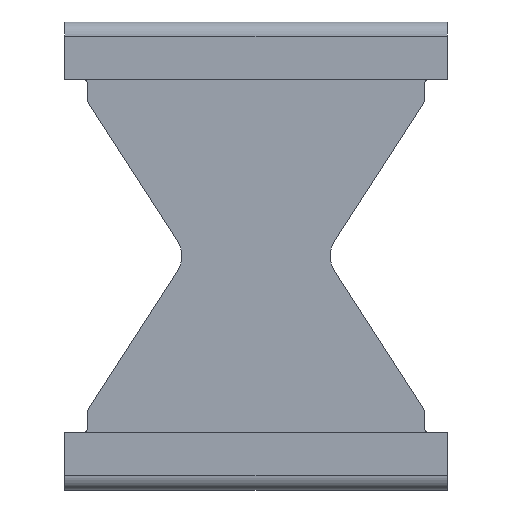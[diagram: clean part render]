
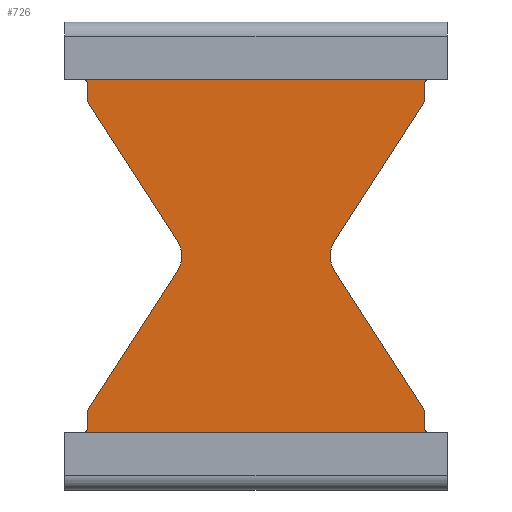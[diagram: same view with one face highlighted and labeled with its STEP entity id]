
A CAD part, top view. The second image highlights one B-rep face of the part: STEP entity #726.
In plain terms, the highlighted planar face has unit normal (0, 0, 1).
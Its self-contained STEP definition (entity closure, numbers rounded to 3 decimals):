
#36=CIRCLE('',#762,5.);
#37=CIRCLE('',#764,5.);
#40=CIRCLE('',#784,1.);
#48=CIRCLE('',#794,1.);
#49=CIRCLE('',#797,1.);
#50=CIRCLE('',#800,1.);
#51=CIRCLE('',#803,1.);
#52=CIRCLE('',#807,1.);
#53=CIRCLE('',#810,1.);
#54=CIRCLE('',#813,1.);
#92=FACE_OUTER_BOUND('',#130,.T.);
#130=EDGE_LOOP('',(#643,#644,#645,#646,#647,#648,#649,#650,#651,#652,#653,
#654,#655,#656,#657,#658,#659,#660,#661,#662));
#172=LINE('',#1131,#248);
#178=LINE('',#1150,#254);
#189=LINE('',#1190,#265);
#192=LINE('',#1198,#268);
#194=LINE('',#1204,#270);
#197=LINE('',#1211,#273);
#198=LINE('',#1214,#274);
#201=LINE('',#1221,#277);
#203=LINE('',#1228,#279);
#206=LINE('',#1235,#282);
#248=VECTOR('',#905,60.128);
#254=VECTOR('',#929,60.128);
#265=VECTOR('',#968,28.623);
#268=VECTOR('',#977,2.805);
#270=VECTOR('',#985,2.805);
#273=VECTOR('',#994,28.623);
#274=VECTOR('',#997,28.623);
#277=VECTOR('',#1006,2.805);
#279=VECTOR('',#1014,2.805);
#282=VECTOR('',#1023,28.623);
#313=VERTEX_POINT('',#1097);
#314=VERTEX_POINT('',#1099);
#315=VERTEX_POINT('',#1103);
#316=VERTEX_POINT('',#1104);
#320=VERTEX_POINT('',#1119);
#321=VERTEX_POINT('',#1124);
#324=VERTEX_POINT('',#1136);
#325=VERTEX_POINT('',#1141);
#328=VERTEX_POINT('',#1154);
#340=VERTEX_POINT('',#1185);
#341=VERTEX_POINT('',#1189);
#342=VERTEX_POINT('',#1193);
#343=VERTEX_POINT('',#1197);
#344=VERTEX_POINT('',#1203);
#345=VERTEX_POINT('',#1207);
#346=VERTEX_POINT('',#1213);
#347=VERTEX_POINT('',#1217);
#348=VERTEX_POINT('',#1223);
#349=VERTEX_POINT('',#1227);
#350=VERTEX_POINT('',#1231);
#385=EDGE_CURVE('',#313,#314,#36,.T.);
#387=EDGE_CURVE('',#315,#316,#37,.T.);
#402=EDGE_CURVE('',#320,#321,#172,.T.);
#410=EDGE_CURVE('',#324,#325,#178,.T.);
#413=EDGE_CURVE('',#328,#321,#40,.T.);
#429=EDGE_CURVE('',#324,#340,#48,.T.);
#431=EDGE_CURVE('',#316,#341,#189,.T.);
#433=EDGE_CURVE('',#341,#342,#49,.T.);
#435=EDGE_CURVE('',#342,#343,#192,.T.);
#437=EDGE_CURVE('',#343,#325,#50,.T.);
#438=EDGE_CURVE('',#340,#344,#194,.T.);
#440=EDGE_CURVE('',#344,#345,#51,.T.);
#442=EDGE_CURVE('',#345,#313,#197,.T.);
#443=EDGE_CURVE('',#314,#346,#198,.T.);
#445=EDGE_CURVE('',#346,#347,#52,.T.);
#447=EDGE_CURVE('',#347,#328,#201,.T.);
#448=EDGE_CURVE('',#320,#348,#53,.T.);
#450=EDGE_CURVE('',#348,#349,#203,.T.);
#452=EDGE_CURVE('',#349,#350,#54,.T.);
#454=EDGE_CURVE('',#350,#315,#206,.T.);
#643=ORIENTED_EDGE('',*,*,#402,.T.);
#644=ORIENTED_EDGE('',*,*,#413,.F.);
#645=ORIENTED_EDGE('',*,*,#447,.F.);
#646=ORIENTED_EDGE('',*,*,#445,.F.);
#647=ORIENTED_EDGE('',*,*,#443,.F.);
#648=ORIENTED_EDGE('',*,*,#385,.F.);
#649=ORIENTED_EDGE('',*,*,#442,.F.);
#650=ORIENTED_EDGE('',*,*,#440,.F.);
#651=ORIENTED_EDGE('',*,*,#438,.F.);
#652=ORIENTED_EDGE('',*,*,#429,.F.);
#653=ORIENTED_EDGE('',*,*,#410,.T.);
#654=ORIENTED_EDGE('',*,*,#437,.F.);
#655=ORIENTED_EDGE('',*,*,#435,.F.);
#656=ORIENTED_EDGE('',*,*,#433,.F.);
#657=ORIENTED_EDGE('',*,*,#431,.F.);
#658=ORIENTED_EDGE('',*,*,#387,.F.);
#659=ORIENTED_EDGE('',*,*,#454,.F.);
#660=ORIENTED_EDGE('',*,*,#452,.F.);
#661=ORIENTED_EDGE('',*,*,#450,.F.);
#662=ORIENTED_EDGE('',*,*,#448,.F.);
#688=PLANE('',#815);
#726=ADVANCED_FACE('',(#92),#688,.T.);
#762=AXIS2_PLACEMENT_3D('',#1100,#871,#872);
#764=AXIS2_PLACEMENT_3D('',#1105,#876,#877);
#784=AXIS2_PLACEMENT_3D('',#1156,#935,#936);
#794=AXIS2_PLACEMENT_3D('',#1186,#963,#964);
#797=AXIS2_PLACEMENT_3D('',#1194,#972,#973);
#800=AXIS2_PLACEMENT_3D('',#1201,#981,#982);
#803=AXIS2_PLACEMENT_3D('',#1208,#989,#990);
#807=AXIS2_PLACEMENT_3D('',#1218,#1001,#1002);
#810=AXIS2_PLACEMENT_3D('',#1224,#1009,#1010);
#813=AXIS2_PLACEMENT_3D('',#1232,#1018,#1019);
#815=AXIS2_PLACEMENT_3D('',#1236,#1024,#1025);
#871=DIRECTION('center_axis',(0.,0.,1.));
#872=DIRECTION('ref_axis',(1.,0.,0.));
#876=DIRECTION('center_axis',(0.,0.,1.));
#877=DIRECTION('ref_axis',(1.,0.,0.));
#905=DIRECTION('',(-1.,0.,0.));
#929=DIRECTION('',(1.,0.,0.));
#935=DIRECTION('center_axis',(0.,0.,1.));
#936=DIRECTION('ref_axis',(1.,0.,0.));
#963=DIRECTION('center_axis',(0.,0.,1.));
#964=DIRECTION('ref_axis',(1.,0.,0.));
#968=DIRECTION('',(0.543,-0.84,0.));
#972=DIRECTION('center_axis',(0.,0.,-1.));
#973=DIRECTION('ref_axis',(1.,0.,0.));
#977=DIRECTION('',(0.,-1.,0.));
#981=DIRECTION('center_axis',(0.,0.,1.));
#982=DIRECTION('ref_axis',(1.,0.,0.));
#985=DIRECTION('',(0.,1.,0.));
#989=DIRECTION('center_axis',(0.,0.,-1.));
#990=DIRECTION('ref_axis',(1.,0.,0.));
#994=DIRECTION('',(0.543,0.84,0.));
#997=DIRECTION('',(-0.543,0.84,0.));
#1001=DIRECTION('center_axis',(0.,0.,-1.));
#1002=DIRECTION('ref_axis',(1.,0.,0.));
#1006=DIRECTION('',(0.,1.,0.));
#1009=DIRECTION('center_axis',(0.,0.,1.));
#1010=DIRECTION('ref_axis',(1.,0.,0.));
#1014=DIRECTION('',(0.,-1.,0.));
#1018=DIRECTION('center_axis',(0.,0.,-1.));
#1019=DIRECTION('ref_axis',(1.,0.,0.));
#1023=DIRECTION('',(-0.543,-0.84,0.));
#1024=DIRECTION('center_axis',(0.,0.,1.));
#1025=DIRECTION('ref_axis',(1.,0.,0.));
#1097=CARTESIAN_POINT('',(337.857,492.199,0.5));
#1099=CARTESIAN_POINT('',(337.857,497.627,0.5));
#1100=CARTESIAN_POINT('Origin',(333.658,494.913,0.5));
#1103=CARTESIAN_POINT('',(365.459,497.627,0.5));
#1104=CARTESIAN_POINT('',(365.459,492.199,0.5));
#1105=CARTESIAN_POINT('Origin',(369.658,494.913,0.5));
#1119=CARTESIAN_POINT('',(381.722,525.913,0.5));
#1124=CARTESIAN_POINT('',(321.594,525.913,0.5));
#1131=CARTESIAN_POINT('',(381.722,525.913,0.5));
#1136=CARTESIAN_POINT('',(321.594,463.913,0.5));
#1141=CARTESIAN_POINT('',(381.722,463.913,0.5));
#1150=CARTESIAN_POINT('',(321.594,463.913,0.5));
#1154=CARTESIAN_POINT('',(322.158,525.013,0.5));
#1156=CARTESIAN_POINT('Origin',(321.158,525.013,0.5));
#1185=CARTESIAN_POINT('',(322.158,464.813,0.5));
#1186=CARTESIAN_POINT('Origin',(321.158,464.813,0.5));
#1189=CARTESIAN_POINT('',(380.997,468.161,0.5));
#1190=CARTESIAN_POINT('',(365.459,492.199,0.5));
#1193=CARTESIAN_POINT('',(381.158,467.618,0.5));
#1194=CARTESIAN_POINT('Origin',(380.158,467.618,0.5));
#1197=CARTESIAN_POINT('',(381.158,464.813,0.5));
#1198=CARTESIAN_POINT('',(381.158,467.618,0.5));
#1201=CARTESIAN_POINT('Origin',(382.158,464.813,0.5));
#1203=CARTESIAN_POINT('',(322.158,467.618,0.5));
#1204=CARTESIAN_POINT('',(322.158,464.813,0.5));
#1207=CARTESIAN_POINT('',(322.318,468.161,0.5));
#1208=CARTESIAN_POINT('Origin',(323.158,467.618,0.5));
#1211=CARTESIAN_POINT('',(322.318,468.161,0.5));
#1213=CARTESIAN_POINT('',(322.318,521.665,0.5));
#1214=CARTESIAN_POINT('',(337.857,497.627,0.5));
#1217=CARTESIAN_POINT('',(322.158,522.208,0.5));
#1218=CARTESIAN_POINT('Origin',(323.158,522.208,0.5));
#1221=CARTESIAN_POINT('',(322.158,522.208,0.5));
#1223=CARTESIAN_POINT('',(381.158,525.013,0.5));
#1224=CARTESIAN_POINT('Origin',(382.158,525.013,0.5));
#1227=CARTESIAN_POINT('',(381.158,522.208,0.5));
#1228=CARTESIAN_POINT('',(381.158,525.013,0.5));
#1231=CARTESIAN_POINT('',(380.997,521.665,0.5));
#1232=CARTESIAN_POINT('Origin',(380.158,522.208,0.5));
#1235=CARTESIAN_POINT('',(380.997,521.665,0.5));
#1236=CARTESIAN_POINT('Origin',(381.658,494.913,0.5));
